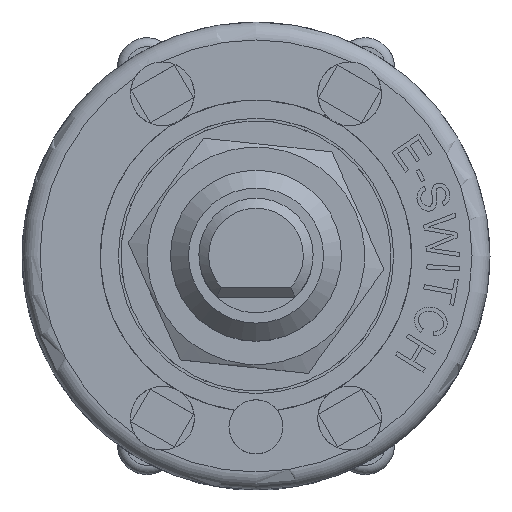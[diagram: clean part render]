
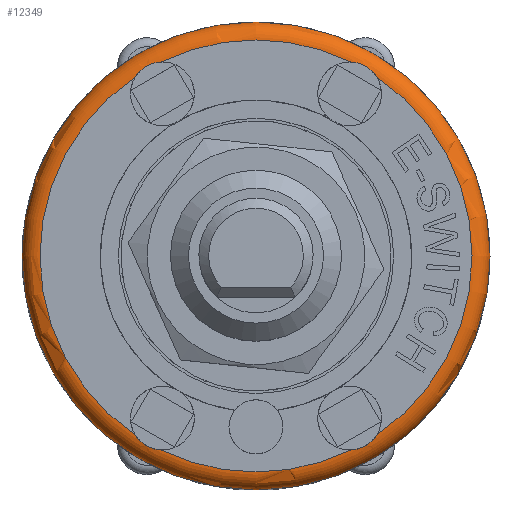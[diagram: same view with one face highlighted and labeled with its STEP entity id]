
A CAD part, top view. The second image highlights one B-rep face of the part: STEP entity #12349.
In plain terms, the highlighted toroidal (fillet/blend) face has major radius 12 mm and minor radius 1 mm.
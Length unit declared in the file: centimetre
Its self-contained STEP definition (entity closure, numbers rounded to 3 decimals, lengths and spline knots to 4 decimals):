
#28=TOROIDAL_SURFACE('',#12963,1.2,0.1);
#640=B_SPLINE_CURVE_WITH_KNOTS('',3,(#21385,#21386,#21387,#21388,#21389,
#21390,#21391,#21392,#21393,#21394,#21395,#21396),.UNSPECIFIED.,.F.,.F.,
(4,2,2,2,2,4),(-0.2692,-0.2446,-0.216,
-0.1921,-0.1645,-0.1357),.UNSPECIFIED.);
#641=B_SPLINE_CURVE_WITH_KNOTS('',3,(#21408,#21409,#21410,#21411,#21412,
#21413,#21414,#21415,#21416,#21417,#21418,#21419),.UNSPECIFIED.,.F.,.F.,
(4,2,2,2,2,4),(-0.2692,-0.2446,-0.216,
-0.1921,-0.1645,-0.1357),.UNSPECIFIED.);
#642=B_SPLINE_CURVE_WITH_KNOTS('',3,(#21436,#21437,#21438,#21439,#21440,
#21441,#21442,#21443,#21444,#21445,#21446,#21447),.UNSPECIFIED.,.F.,.F.,
(4,2,2,2,2,4),(-0.2692,-0.2446,-0.216,
-0.1921,-0.1645,-0.1357),.UNSPECIFIED.);
#643=B_SPLINE_CURVE_WITH_KNOTS('',3,(#21469,#21470,#21471,#21472,#21473,
#21474,#21475,#21476,#21477,#21478,#21479,#21480),.UNSPECIFIED.,.F.,.F.,
(4,2,2,2,2,4),(-0.2692,-0.2446,-0.216,
-0.1921,-0.1645,-0.1357),.UNSPECIFIED.);
#1715=FACE_OUTER_BOUND('',#2456,.T.);
#2456=EDGE_LOOP('',(#11339,#11340,#11341,#11342,#11343,#11344,#11345,#11346,
#11347,#11348,#11349,#11350));
#5163=CIRCLE('',#12916,1.3);
#5190=CIRCLE('',#12964,0.1);
#5191=CIRCLE('',#12965,1.2);
#5192=CIRCLE('',#12966,1.2);
#5193=CIRCLE('',#12967,1.2);
#5194=CIRCLE('',#12968,1.2);
#5195=CIRCLE('',#12969,1.2);
#6300=VERTEX_POINT('',#21347);
#6308=VERTEX_POINT('',#21383);
#6309=VERTEX_POINT('',#21384);
#6312=VERTEX_POINT('',#21406);
#6313=VERTEX_POINT('',#21407);
#6318=VERTEX_POINT('',#21434);
#6319=VERTEX_POINT('',#21435);
#6326=VERTEX_POINT('',#21467);
#6327=VERTEX_POINT('',#21468);
#6330=VERTEX_POINT('',#21490);
#8017=EDGE_CURVE('',#6300,#6300,#5163,.T.);
#8035=EDGE_CURVE('',#6308,#6309,#640,.T.);
#8041=EDGE_CURVE('',#6312,#6313,#641,.T.);
#8049=EDGE_CURVE('',#6318,#6319,#642,.T.);
#8059=EDGE_CURVE('',#6326,#6327,#643,.T.);
#8065=EDGE_CURVE('',#6300,#6330,#5190,.T.);
#8066=EDGE_CURVE('',#6330,#6318,#5191,.T.);
#8067=EDGE_CURVE('',#6319,#6312,#5192,.T.);
#8068=EDGE_CURVE('',#6313,#6308,#5193,.T.);
#8069=EDGE_CURVE('',#6309,#6326,#5194,.T.);
#8070=EDGE_CURVE('',#6327,#6330,#5195,.T.);
#11339=ORIENTED_EDGE('',*,*,#8017,.T.);
#11340=ORIENTED_EDGE('',*,*,#8065,.T.);
#11341=ORIENTED_EDGE('',*,*,#8066,.T.);
#11342=ORIENTED_EDGE('',*,*,#8049,.T.);
#11343=ORIENTED_EDGE('',*,*,#8067,.T.);
#11344=ORIENTED_EDGE('',*,*,#8041,.T.);
#11345=ORIENTED_EDGE('',*,*,#8068,.T.);
#11346=ORIENTED_EDGE('',*,*,#8035,.T.);
#11347=ORIENTED_EDGE('',*,*,#8069,.T.);
#11348=ORIENTED_EDGE('',*,*,#8059,.T.);
#11349=ORIENTED_EDGE('',*,*,#8070,.T.);
#11350=ORIENTED_EDGE('',*,*,#8065,.F.);
#12349=ADVANCED_FACE('',(#1715),#28,.T.);
#12916=AXIS2_PLACEMENT_3D('',#21348,#15257,#15258);
#12963=AXIS2_PLACEMENT_3D('',#21489,#15368,#15369);
#12964=AXIS2_PLACEMENT_3D('',#21491,#15370,#15371);
#12965=AXIS2_PLACEMENT_3D('',#21492,#15372,#15373);
#12966=AXIS2_PLACEMENT_3D('',#21493,#15374,#15375);
#12967=AXIS2_PLACEMENT_3D('',#21494,#15376,#15377);
#12968=AXIS2_PLACEMENT_3D('',#21495,#15378,#15379);
#12969=AXIS2_PLACEMENT_3D('',#21496,#15380,#15381);
#15257=DIRECTION('center_axis',(0.,0.,1.));
#15258=DIRECTION('ref_axis',(-1.,0.,0.));
#15368=DIRECTION('center_axis',(0.,0.,-1.));
#15369=DIRECTION('ref_axis',(-1.,0.,0.));
#15370=DIRECTION('center_axis',(0.,-1.,0.));
#15371=DIRECTION('ref_axis',(1.,0.,0.));
#15372=DIRECTION('center_axis',(0.,0.,-1.));
#15373=DIRECTION('ref_axis',(-1.,0.,0.));
#15374=DIRECTION('center_axis',(0.,0.,-1.));
#15375=DIRECTION('ref_axis',(-1.,0.,0.));
#15376=DIRECTION('center_axis',(0.,0.,-1.));
#15377=DIRECTION('ref_axis',(-1.,0.,0.));
#15378=DIRECTION('center_axis',(0.,0.,-1.));
#15379=DIRECTION('ref_axis',(-1.,0.,0.));
#15380=DIRECTION('center_axis',(0.,0.,-1.));
#15381=DIRECTION('ref_axis',(-1.,0.,0.));
#21347=CARTESIAN_POINT('',(1.3,0.,0.95));
#21348=CARTESIAN_POINT('Origin',(0.,0.,0.95));
#21383=CARTESIAN_POINT('',(-0.67,0.9955,1.05));
#21384=CARTESIAN_POINT('',(-0.5271,1.078,1.05));
#21385=CARTESIAN_POINT('Ctrl Pts',(-0.67,0.9955,
1.05));
#21386=CARTESIAN_POINT('Ctrl Pts',(-0.6646,1.0041,
1.05));
#21387=CARTESIAN_POINT('Ctrl Pts',(-0.6583,1.0124,
1.0498));
#21388=CARTESIAN_POINT('Ctrl Pts',(-0.6428,1.0294,
1.0491));
#21389=CARTESIAN_POINT('Ctrl Pts',(-0.6335,1.0377,
1.0488));
#21390=CARTESIAN_POINT('Ctrl Pts',(-0.615,1.051,1.0484));
#21391=CARTESIAN_POINT('Ctrl Pts',(-0.6061,1.0563,
1.0484));
#21392=CARTESIAN_POINT('Ctrl Pts',(-0.5859,1.0659,1.0487));
#21393=CARTESIAN_POINT('Ctrl Pts',(-0.5747,1.07,1.049));
#21394=CARTESIAN_POINT('Ctrl Pts',(-0.551,1.0759,1.0497));
#21395=CARTESIAN_POINT('Ctrl Pts',(-0.539,1.0775,
1.05));
#21396=CARTESIAN_POINT('Ctrl Pts',(-0.5271,1.078,
1.05));
#21406=CARTESIAN_POINT('',(-0.5271,-1.078,1.05));
#21407=CARTESIAN_POINT('',(-0.67,-0.9955,1.05));
#21408=CARTESIAN_POINT('Ctrl Pts',(-0.5271,-1.078,
1.05));
#21409=CARTESIAN_POINT('Ctrl Pts',(-0.5373,-1.0776,
1.05));
#21410=CARTESIAN_POINT('Ctrl Pts',(-0.5476,-1.0763,
1.0498));
#21411=CARTESIAN_POINT('Ctrl Pts',(-0.5701,-1.0714,1.0491));
#21412=CARTESIAN_POINT('Ctrl Pts',(-0.5819,-1.0675,
1.0488));
#21413=CARTESIAN_POINT('Ctrl Pts',(-0.6027,-1.0581,
1.0484));
#21414=CARTESIAN_POINT('Ctrl Pts',(-0.6117,-1.053,
1.0484));
#21415=CARTESIAN_POINT('Ctrl Pts',(-0.6301,-1.0404,
1.0487));
#21416=CARTESIAN_POINT('Ctrl Pts',(-0.6393,-1.0327,
1.049));
#21417=CARTESIAN_POINT('Ctrl Pts',(-0.6562,-1.0151,
1.0497));
#21418=CARTESIAN_POINT('Ctrl Pts',(-0.6637,-1.0055,
1.05));
#21419=CARTESIAN_POINT('Ctrl Pts',(-0.67,-0.9955,
1.05));
#21434=CARTESIAN_POINT('',(0.67,-0.9955,1.05));
#21435=CARTESIAN_POINT('',(0.5271,-1.078,1.05));
#21436=CARTESIAN_POINT('Ctrl Pts',(0.67,-0.9955,
1.05));
#21437=CARTESIAN_POINT('Ctrl Pts',(0.6646,-1.0041,
1.05));
#21438=CARTESIAN_POINT('Ctrl Pts',(0.6583,-1.0124,
1.0498));
#21439=CARTESIAN_POINT('Ctrl Pts',(0.6428,-1.0294,
1.0491));
#21440=CARTESIAN_POINT('Ctrl Pts',(0.6335,-1.0377,
1.0488));
#21441=CARTESIAN_POINT('Ctrl Pts',(0.615,-1.051,
1.0484));
#21442=CARTESIAN_POINT('Ctrl Pts',(0.6061,-1.0563,
1.0484));
#21443=CARTESIAN_POINT('Ctrl Pts',(0.5859,-1.0659,1.0487));
#21444=CARTESIAN_POINT('Ctrl Pts',(0.5747,-1.07,1.049));
#21445=CARTESIAN_POINT('Ctrl Pts',(0.551,-1.0759,
1.0497));
#21446=CARTESIAN_POINT('Ctrl Pts',(0.539,-1.0775,
1.05));
#21447=CARTESIAN_POINT('Ctrl Pts',(0.5271,-1.078,
1.05));
#21467=CARTESIAN_POINT('',(0.5271,1.078,1.05));
#21468=CARTESIAN_POINT('',(0.67,0.9955,1.05));
#21469=CARTESIAN_POINT('Ctrl Pts',(0.5271,1.078,1.05));
#21470=CARTESIAN_POINT('Ctrl Pts',(0.5373,1.0776,1.05));
#21471=CARTESIAN_POINT('Ctrl Pts',(0.5476,1.0763,1.0498));
#21472=CARTESIAN_POINT('Ctrl Pts',(0.5701,1.0714,1.0491));
#21473=CARTESIAN_POINT('Ctrl Pts',(0.5819,1.0675,1.0488));
#21474=CARTESIAN_POINT('Ctrl Pts',(0.6027,1.0581,1.0484));
#21475=CARTESIAN_POINT('Ctrl Pts',(0.6117,1.053,1.0484));
#21476=CARTESIAN_POINT('Ctrl Pts',(0.6301,1.0404,1.0487));
#21477=CARTESIAN_POINT('Ctrl Pts',(0.6393,1.0327,1.049));
#21478=CARTESIAN_POINT('Ctrl Pts',(0.6562,1.0151,1.0497));
#21479=CARTESIAN_POINT('Ctrl Pts',(0.6637,1.0055,1.05));
#21480=CARTESIAN_POINT('Ctrl Pts',(0.67,0.9955,
1.05));
#21489=CARTESIAN_POINT('Origin',(0.,0.,0.95));
#21490=CARTESIAN_POINT('',(1.2,0.,1.05));
#21491=CARTESIAN_POINT('Origin',(1.2,0.,0.95));
#21492=CARTESIAN_POINT('Origin',(0.,0.,1.05));
#21493=CARTESIAN_POINT('Origin',(0.,0.,1.05));
#21494=CARTESIAN_POINT('Origin',(0.,0.,1.05));
#21495=CARTESIAN_POINT('Origin',(0.,0.,1.05));
#21496=CARTESIAN_POINT('Origin',(0.,0.,1.05));
